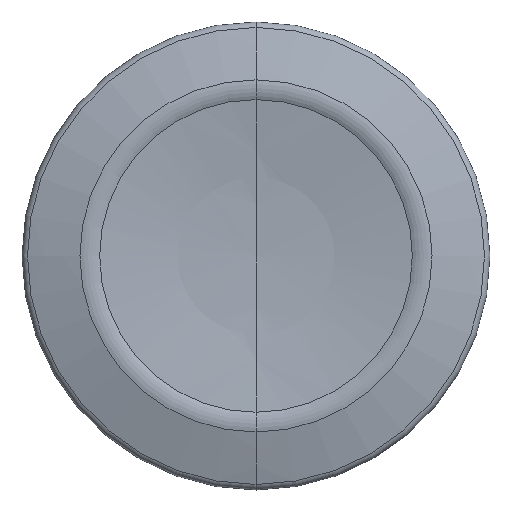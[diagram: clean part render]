
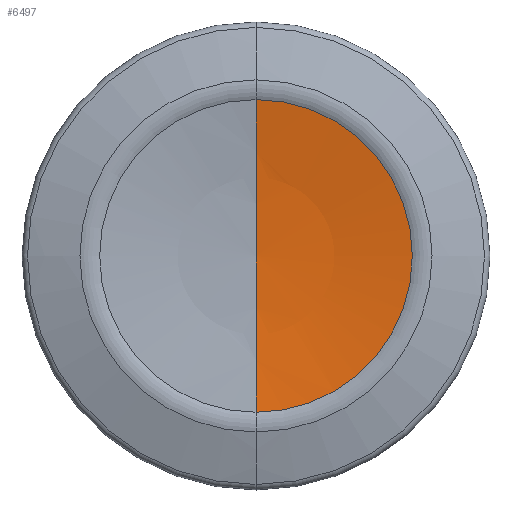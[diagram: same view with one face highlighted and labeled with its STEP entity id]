
A CAD part, top view. The second image highlights one B-rep face of the part: STEP entity #6497.
In plain terms, the highlighted spherical face has radius 61.508 mm.
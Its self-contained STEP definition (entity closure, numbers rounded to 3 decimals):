
#325=CARTESIAN_POINT('',(0.,0.,2.912));
#326=DIRECTION('',(0.,0.,1.));
#327=DIRECTION('',(0.,-1.,0.));
#328=AXIS2_PLACEMENT_3D('',#325,#326,#327);
#330=CARTESIAN_POINT('',(0.,0.,63.62));
#331=DIRECTION('',(-1.,0.,0.));
#332=DIRECTION('',(0.,0.,-1.));
#333=AXIS2_PLACEMENT_3D('',#330,#331,#332);
#335=CARTESIAN_POINT('',(0.,0.,63.62));
#336=DIRECTION('',(1.,0.,0.));
#337=DIRECTION('',(0.,0.,-1.));
#338=AXIS2_PLACEMENT_3D('',#335,#336,#337);
#5630=CARTESIAN_POINT('',(0.,0.,2.112));
#5631=CARTESIAN_POINT('',(0.,-9.888,2.912));
#5632=VERTEX_POINT('',#5630);
#5633=VERTEX_POINT('',#5631);
#5636=CARTESIAN_POINT('',(0.,9.888,2.912));
#5637=VERTEX_POINT('',#5636);
#6485=CARTESIAN_POINT('',(0.,0.,63.62));
#6486=DIRECTION('',(0.,0.,1.));
#6487=DIRECTION('',(0.,1.,0.));
#6488=AXIS2_PLACEMENT_3D('',#6485,#6486,#6487);
#6489=SPHERICAL_SURFACE('',#6488,61.508);
#6491=ORIENTED_EDGE('',*,*,#6490,.F.);
#6493=ORIENTED_EDGE('',*,*,#6492,.T.);
#6494=ORIENTED_EDGE('',*,*,#6478,.F.);
#6495=EDGE_LOOP('',(#6491,#6493,#6494));
#6496=FACE_OUTER_BOUND('',#6495,.F.);
#6497=ADVANCED_FACE('',(#6496),#6489,.F.);
#329=CIRCLE('',#328,9.888);
#334=CIRCLE('',#333,61.508);
#339=CIRCLE('',#338,61.508);
#6478=EDGE_CURVE('',#5633,#5637,#329,.T.);
#6490=EDGE_CURVE('',#5632,#5633,#334,.T.);
#6492=EDGE_CURVE('',#5632,#5637,#339,.T.);
